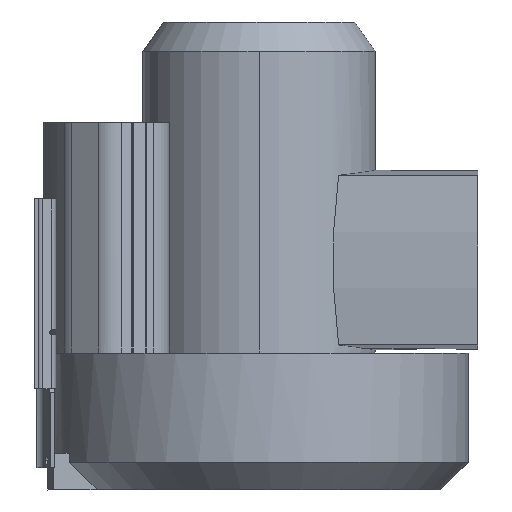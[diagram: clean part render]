
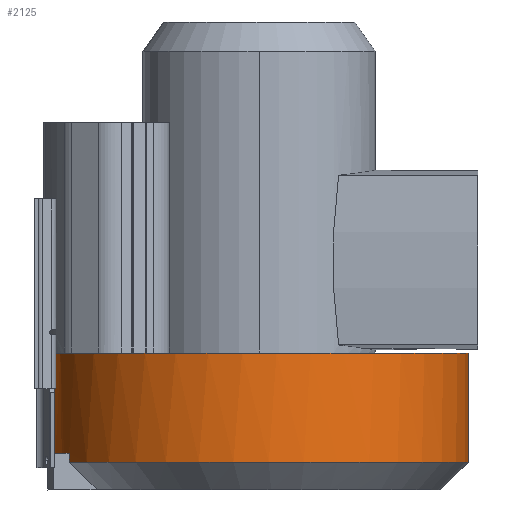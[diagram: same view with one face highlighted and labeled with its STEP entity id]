
A CAD part, left-side view. The second image highlights one B-rep face of the part: STEP entity #2125.
In plain terms, the highlighted cylindrical face has radius 143 mm (diameter 286 mm), a partial arc.
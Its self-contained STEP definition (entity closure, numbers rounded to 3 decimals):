
#53 = CARTESIAN_POINT ( 'NONE',  ( 0., 0., -12.7 ) ) ;
#270 = CARTESIAN_POINT ( 'NONE',  ( -59.776, 129.907, -12.7 ) ) ;
#304 = CIRCLE ( 'NONE', #2918, 143. ) ;
#444 = CIRCLE ( 'NONE', #10327, 143. ) ;
#677 = EDGE_CURVE ( 'NONE', #710, #6328, #1239, .T. ) ;
#686 = CARTESIAN_POINT ( 'NONE',  ( -0.684, 143., 51.731 ) ) ;
#693 = DIRECTION ( 'NONE',  ( 0., -1., 0. ) ) ;
#710 = VERTEX_POINT ( 'NONE', #270 ) ;
#790 = CARTESIAN_POINT ( 'NONE',  ( -10.706, 142.599, 62. ) ) ;
#841 = DIRECTION ( 'NONE',  ( 0., 1., 0. ) ) ;
#849 = CARTESIAN_POINT ( 'NONE',  ( -7.041, 142.827, 54.586 ) ) ;
#983 = CARTESIAN_POINT ( 'NONE',  ( 0., -143., 62. ) ) ;
#1239 = CIRCLE ( 'NONE', #9055, 143. ) ;
#1328 = EDGE_CURVE ( 'NONE', #9697, #1775, #304, .T. ) ;
#1408 = EDGE_CURVE ( 'NONE', #8183, #4184, #10681, .T. ) ;
#1506 = CARTESIAN_POINT ( 'NONE',  ( 0., 0., -12.7 ) ) ;
#1554 = CARTESIAN_POINT ( 'NONE',  ( -10.618, 142.605, 61.324 ) ) ;
#1632 = CARTESIAN_POINT ( 'NONE',  ( 0., 143., -12.7 ) ) ;
#1717 = CARTESIAN_POINT ( 'NONE',  ( -10.107, 142.643, 59.372 ) ) ;
#1775 = VERTEX_POINT ( 'NONE', #5063 ) ;
#1975 = CARTESIAN_POINT ( 'NONE',  ( -47.066, 135.033, -35.53 ) ) ;
#2125 = ADVANCED_FACE ( 'NONE', ( #11466 ), #8653, .T. ) ;
#2549 = CARTESIAN_POINT ( 'NONE',  ( -3.644, 142.954, 52.418 ) ) ;
#2656 = CARTESIAN_POINT ( 'NONE',  ( -9.278, 142.699, 57.518 ) ) ;
#2813 = EDGE_CURVE ( 'NONE', #5163, #4184, #4844, .T. ) ;
#2831 = ORIENTED_EDGE ( 'NONE', *, *, #7612, .T. ) ;
#2847 = CARTESIAN_POINT ( 'NONE',  ( 0., 0., 62. ) ) ;
#2918 = AXIS2_PLACEMENT_3D ( 'NONE', #3011, #8487, #10133 ) ;
#3011 = CARTESIAN_POINT ( 'NONE',  ( 0., 0., 62. ) ) ;
#3237 = ORIENTED_EDGE ( 'NONE', *, *, #6376, .T. ) ;
#3307 = ORIENTED_EDGE ( 'NONE', *, *, #10196, .T. ) ;
#3341 = CARTESIAN_POINT ( 'NONE',  ( -47.066, 135.033, -12.7 ) ) ;
#3459 = DIRECTION ( 'NONE',  ( 0., -1., 0. ) ) ;
#3486 = EDGE_LOOP ( 'NONE', ( #4635, #5002, #11056, #8755, #4798, #11478, #3307, #3522, #2831, #3237, #5974 ) ) ;
#3522 = ORIENTED_EDGE ( 'NONE', *, *, #1328, .T. ) ;
#3534 = CARTESIAN_POINT ( 'NONE',  ( -5.997, 142.874, 53.716 ) ) ;
#3668 = CIRCLE ( 'NONE', #10207, 143. ) ;
#3673 = AXIS2_PLACEMENT_3D ( 'NONE', #7880, #4223, #3459 ) ;
#3843 = DIRECTION ( 'NONE',  ( 0., 0., -1. ) ) ;
#3893 = CARTESIAN_POINT ( 'NONE',  ( 0., 143., 51.732 ) ) ;
#4184 = VERTEX_POINT ( 'NONE', #3893 ) ;
#4223 = DIRECTION ( 'NONE',  ( 0., 0., 1. ) ) ;
#4349 = CARTESIAN_POINT ( 'NONE',  ( -9.437, 142.688, 57.821 ) ) ;
#4467 = CARTESIAN_POINT ( 'NONE',  ( 0., -143., -35.53 ) ) ;
#4597 = DIRECTION ( 'NONE',  ( 0., 0., -1. ) ) ;
#4635 = ORIENTED_EDGE ( 'NONE', *, *, #1408, .F. ) ;
#4798 = ORIENTED_EDGE ( 'NONE', *, *, #10769, .F. ) ;
#4844 = B_SPLINE_CURVE_WITH_KNOTS ( 'NONE', 3,
 ( #790, #1554, #8672, #1717, #9669, #4349, #2656, #7844, #6984, #10439, #7794, #849, #11483, #11542, #3534, #11425, #5335, #2549, #8909, #7962, #7742, #11320, #686, #6924 ),
 .UNSPECIFIED., .F., .F.,
 ( 4, 2, 2, 2, 2, 2, 2, 2, 2, 2, 2, 4 ),
 ( -0.016, -0.014, -0.012, -0.011, -0.01, -0.008, -0.007, -0.006, -0.004, -0.003, -0.002, 0. ),
 .UNSPECIFIED. ) ;
#5002 = ORIENTED_EDGE ( 'NONE', *, *, #10458, .T. ) ;
#5063 = CARTESIAN_POINT ( 'NONE',  ( -105.358, 96.688, 62. ) ) ;
#5163 = VERTEX_POINT ( 'NONE', #9866 ) ;
#5335 = CARTESIAN_POINT ( 'NONE',  ( -4.577, 142.928, 52.819 ) ) ;
#5553 = EDGE_CURVE ( 'NONE', #9929, #9863, #5590, .T. ) ;
#5590 = LINE ( 'NONE', #1975, #8326 ) ;
#5856 = VECTOR ( 'NONE', #11065, 1000. ) ;
#5969 = DIRECTION ( 'NONE',  ( 0., 0., -1. ) ) ;
#5974 = ORIENTED_EDGE ( 'NONE', *, *, #2813, .T. ) ;
#6039 = CARTESIAN_POINT ( 'NONE',  ( 0., 0., -6.7 ) ) ;
#6328 = VERTEX_POINT ( 'NONE', #8389 ) ;
#6376 = EDGE_CURVE ( 'NONE', #9999, #5163, #3668, .T. ) ;
#6567 = CIRCLE ( 'NONE', #9376, 143. ) ;
#6735 = DIRECTION ( 'NONE',  ( 0., -1., 0. ) ) ;
#6761 = CARTESIAN_POINT ( 'NONE',  ( -59.776, 129.907, -35.53 ) ) ;
#6924 = CARTESIAN_POINT ( 'NONE',  ( 0., 143., 51.732 ) ) ;
#6984 = CARTESIAN_POINT ( 'NONE',  ( -8.76, 142.732, 56.647 ) ) ;
#7188 = CARTESIAN_POINT ( 'NONE',  ( -47.066, 135.033, -6.7 ) ) ;
#7197 = VECTOR ( 'NONE', #9639, 1000. ) ;
#7612 = EDGE_CURVE ( 'NONE', #1775, #9999, #6567, .T. ) ;
#7742 = CARTESIAN_POINT ( 'NONE',  ( -2.347, 142.981, 52.008 ) ) ;
#7794 = CARTESIAN_POINT ( 'NONE',  ( -7.756, 142.79, 55.304 ) ) ;
#7844 = CARTESIAN_POINT ( 'NONE',  ( -8.94, 142.72, 56.932 ) ) ;
#7880 = CARTESIAN_POINT ( 'NONE',  ( 0., 0., -35.53 ) ) ;
#7962 = CARTESIAN_POINT ( 'NONE',  ( -2.674, 142.975, 52.093 ) ) ;
#8183 = VERTEX_POINT ( 'NONE', #1632 ) ;
#8326 = VECTOR ( 'NONE', #4597, 1000. ) ;
#8332 = DIRECTION ( 'NONE',  ( 0., -1., 0. ) ) ;
#8389 = CARTESIAN_POINT ( 'NONE',  ( 0., -143., -12.7 ) ) ;
#8487 = DIRECTION ( 'NONE',  ( 0., 0., -1. ) ) ;
#8590 = CARTESIAN_POINT ( 'NONE',  ( -59.776, 129.907, -6.7 ) ) ;
#8649 = CIRCLE ( 'NONE', #9223, 143. ) ;
#8653 = CYLINDRICAL_SURFACE ( 'NONE', #3673, 143. ) ;
#8672 = CARTESIAN_POINT ( 'NONE',  ( -10.481, 142.616, 60.663 ) ) ;
#8753 = CARTESIAN_POINT ( 'NONE',  ( 0., 143., -35.53 ) ) ;
#8755 = ORIENTED_EDGE ( 'NONE', *, *, #9257, .T. ) ;
#8909 = CARTESIAN_POINT ( 'NONE',  ( -3.322, 142.962, 52.298 ) ) ;
#8966 = LINE ( 'NONE', #4467, #5856 ) ;
#9055 = AXIS2_PLACEMENT_3D ( 'NONE', #1506, #9726, #693 ) ;
#9223 = AXIS2_PLACEMENT_3D ( 'NONE', #53, #10636, #9753 ) ;
#9257 = EDGE_CURVE ( 'NONE', #9929, #11568, #444, .T. ) ;
#9340 = LINE ( 'NONE', #6761, #9769 ) ;
#9376 = AXIS2_PLACEMENT_3D ( 'NONE', #10422, #5969, #6735 ) ;
#9639 = DIRECTION ( 'NONE',  ( 0., 0., 1. ) ) ;
#9669 = CARTESIAN_POINT ( 'NONE',  ( -9.871, 142.659, 58.742 ) ) ;
#9697 = VERTEX_POINT ( 'NONE', #983 ) ;
#9726 = DIRECTION ( 'NONE',  ( 0., 0., 1. ) ) ;
#9753 = DIRECTION ( 'NONE',  ( 0., -1., 0. ) ) ;
#9769 = VECTOR ( 'NONE', #11158, 1000. ) ;
#9863 = VERTEX_POINT ( 'NONE', #3341 ) ;
#9866 = CARTESIAN_POINT ( 'NONE',  ( -10.706, 142.599, 62. ) ) ;
#9929 = VERTEX_POINT ( 'NONE', #7188 ) ;
#9999 = VERTEX_POINT ( 'NONE', #10340 ) ;
#10133 = DIRECTION ( 'NONE',  ( 0., -1., 0. ) ) ;
#10196 = EDGE_CURVE ( 'NONE', #6328, #9697, #8966, .T. ) ;
#10207 = AXIS2_PLACEMENT_3D ( 'NONE', #2847, #3843, #8332 ) ;
#10327 = AXIS2_PLACEMENT_3D ( 'NONE', #6039, #11365, #841 ) ;
#10340 = CARTESIAN_POINT ( 'NONE',  ( -20.674, 141.498, 62. ) ) ;
#10422 = CARTESIAN_POINT ( 'NONE',  ( 0., 0., 62. ) ) ;
#10439 = CARTESIAN_POINT ( 'NONE',  ( -8.184, 142.766, 55.821 ) ) ;
#10458 = EDGE_CURVE ( 'NONE', #8183, #9863, #8649, .T. ) ;
#10636 = DIRECTION ( 'NONE',  ( 0., 0., 1. ) ) ;
#10681 = LINE ( 'NONE', #8753, #7197 ) ;
#10769 = EDGE_CURVE ( 'NONE', #710, #11568, #9340, .T. ) ;
#11056 = ORIENTED_EDGE ( 'NONE', *, *, #5553, .F. ) ;
#11065 = DIRECTION ( 'NONE',  ( 0., 0., 1. ) ) ;
#11158 = DIRECTION ( 'NONE',  ( 0., 0., 1. ) ) ;
#11320 = CARTESIAN_POINT ( 'NONE',  ( -1.356, 142.995, 51.802 ) ) ;
#11365 = DIRECTION ( 'NONE',  ( 0., 0., 1. ) ) ;
#11425 = CARTESIAN_POINT ( 'NONE',  ( -5.164, 142.908, 53.145 ) ) ;
#11466 = FACE_OUTER_BOUND ( 'NONE', #3486, .T. ) ;
#11478 = ORIENTED_EDGE ( 'NONE', *, *, #677, .T. ) ;
#11483 = CARTESIAN_POINT ( 'NONE',  ( -6.788, 142.839, 54.355 ) ) ;
#11542 = CARTESIAN_POINT ( 'NONE',  ( -6.266, 142.863, 53.92 ) ) ;
#11568 = VERTEX_POINT ( 'NONE', #8590 ) ;
